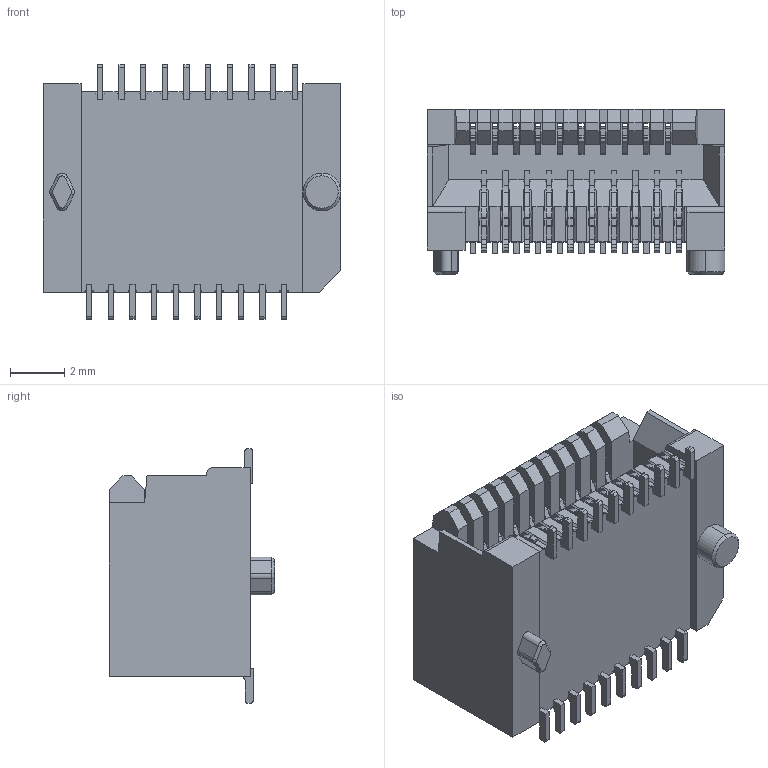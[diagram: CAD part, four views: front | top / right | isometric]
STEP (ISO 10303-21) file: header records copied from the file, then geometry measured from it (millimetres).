
FILE_DESCRIPTION((''),'2;1');
FILE_NAME('0001','2022-07-03T11:50:29',('XIAOSENLUO'),(''),'CREO PARAMETRIC BY PTC INC, 2022014','CREO PARAMETRIC BY PTC INC, 2022014','');
FILE_SCHEMA(('AUTOMOTIVE_DESIGN { 1 0 10303 214 1 1 1 1 }'));
Length unit declared in the file: millimetre
Products named in the file (1): 0001
Bounding box: 11 x 6.1 x 9.4 mm (x, y, z)
Volume: 290.2 mm3; surface area: 860.8 mm2
Topology: 1 solids, 1 shells, 1293 faces, 3986 edges, 2560 vertices
Faces by surface type: plane 1029, cylinder 238, extrusion 20, cone 6
Entity records: 61306 total; most frequent: CARTESIAN_POINT 8756, ORIENTED_EDGE 7972, DIRECTION 7142, PRESENTATION_STYLE_ASSIGNMENT 4620, STYLED_ITEM 3987, CURVE_STYLE 3986, EDGE_CURVE 3986, VECTOR 3336
